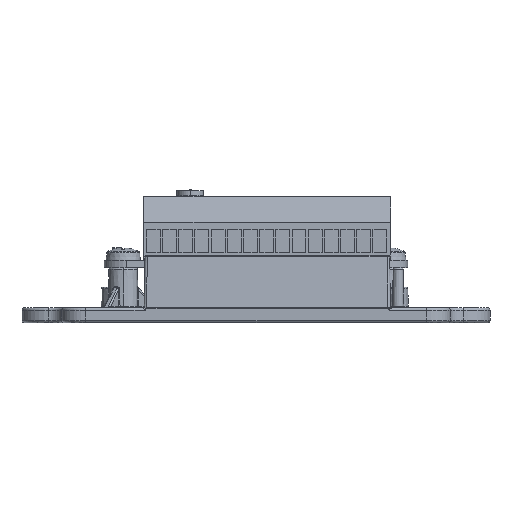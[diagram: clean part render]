
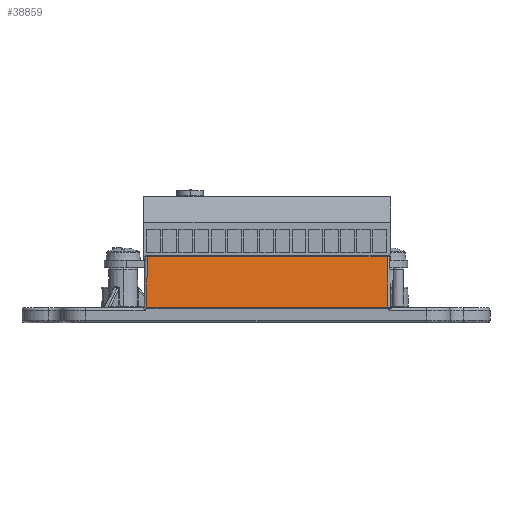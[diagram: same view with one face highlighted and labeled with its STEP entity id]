
A CAD part, front view. The second image highlights one B-rep face of the part: STEP entity #38859.
In plain terms, the highlighted planar face has unit normal (0, -0.996, 0.087).
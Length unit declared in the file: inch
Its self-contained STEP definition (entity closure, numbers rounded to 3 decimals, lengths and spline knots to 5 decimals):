
#13694=CARTESIAN_POINT('',(-1.03269,-0.43908,
0.08764));
#13903=DIRECTION('',(1.,0.,0.));
#13904=VECTOR('',#13903,1.89545);
#13905=CARTESIAN_POINT('',(-2.92814,-0.43908,
0.08764));
#13906=LINE('',#13905,#13904);
#13907=DIRECTION('',(-0.017,0.087,0.996));
#13908=VECTOR('',#13907,0.39905);
#13909=CARTESIAN_POINT('',(-1.02576,-0.47386,
-0.30982));
#13910=LINE('',#13909,#13908);
#13911=DIRECTION('',(1.,0.,0.));
#13912=VECTOR('',#13911,1.90932);
#13913=CARTESIAN_POINT('',(-2.93508,-0.47386,
-0.30982));
#13914=LINE('',#13913,#13912);
#13915=DIRECTION('',(-0.017,-0.087,-0.996));
#13916=VECTOR('',#13915,0.39905);
#13917=CARTESIAN_POINT('',(-2.92814,-0.43908,
0.08764));
#13918=LINE('',#13917,#13916);
#19111=CARTESIAN_POINT('',(-2.93508,-0.47386,
-0.30982));
#19112=CARTESIAN_POINT('',(-1.02576,-0.47386,
-0.30982));
#19113=VERTEX_POINT('',#19111);
#19114=VERTEX_POINT('',#19112);
#19827=VERTEX_POINT('',#13694);
#19833=CARTESIAN_POINT('',(-2.92814,-0.43908,
0.08764));
#19834=VERTEX_POINT('',#19833);
#38848=CARTESIAN_POINT('',(-3.41703,-0.47431,
-0.31496));
#38849=DIRECTION('',(0.,-0.996,0.087));
#38850=DIRECTION('',(1.,0.,0.));
#38851=AXIS2_PLACEMENT_3D('',#38848,#38849,#38850);
#38852=PLANE('',#38851);
#38853=ORIENTED_EDGE('',*,*,#38842,.T.);
#38854=ORIENTED_EDGE('',*,*,#38656,.F.);
#38855=ORIENTED_EDGE('',*,*,#38768,.F.);
#38856=ORIENTED_EDGE('',*,*,#38781,.F.);
#38857=EDGE_LOOP('',(#38853,#38854,#38855,#38856));
#38858=FACE_OUTER_BOUND('',#38857,.F.);
#38859=ADVANCED_FACE('',(#38858),#38852,.T.);
#38656=EDGE_CURVE('',#19114,#19827,#13910,.T.);
#38768=EDGE_CURVE('',#19113,#19114,#13914,.T.);
#38781=EDGE_CURVE('',#19834,#19113,#13918,.T.);
#38842=EDGE_CURVE('',#19834,#19827,#13906,.T.);
